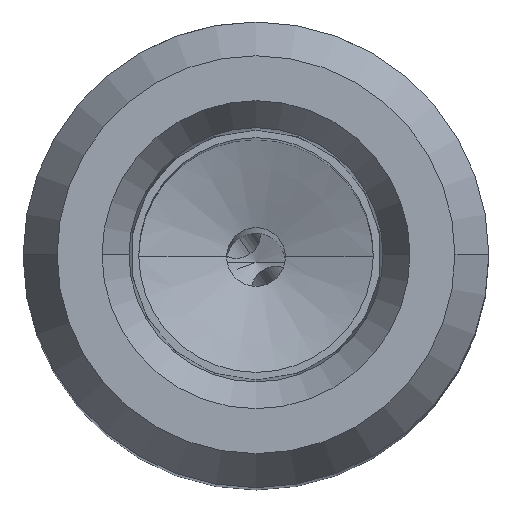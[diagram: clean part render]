
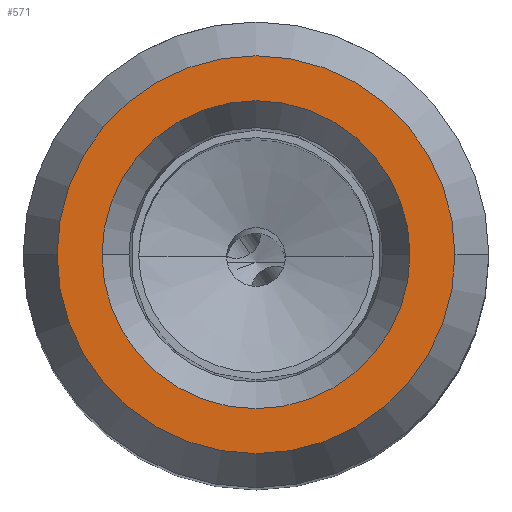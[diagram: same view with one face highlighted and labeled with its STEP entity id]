
A CAD part, top view. The second image highlights one B-rep face of the part: STEP entity #571.
In plain terms, the highlighted planar face has unit normal (0, 0, 1).
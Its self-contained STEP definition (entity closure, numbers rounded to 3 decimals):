
#51=FACE_BOUND('',#1029,.T.);
#52=FACE_BOUND('',#1030,.T.);
#122=PLANE('',#4444);
#571=ADVANCED_FACE('',(#51,#52),#122,.T.);
#1029=EDGE_LOOP('',(#1841,#1842));
#1030=EDGE_LOOP('',(#1843,#1844));
#1841=ORIENTED_EDGE('',*,*,#3616,.T.);
#1842=ORIENTED_EDGE('',*,*,#3521,.T.);
#1843=ORIENTED_EDGE('',*,*,#3612,.T.);
#1844=ORIENTED_EDGE('',*,*,#3615,.T.);
#3045=VERTEX_POINT('',#5843);
#3046=VERTEX_POINT('',#5844);
#3116=VERTEX_POINT('',#7424);
#3117=VERTEX_POINT('',#7425);
#3521=EDGE_CURVE('',#3045,#3046,#4160,.T.);
#3612=EDGE_CURVE('',#3116,#3117,#4176,.T.);
#3615=EDGE_CURVE('',#3117,#3116,#4177,.T.);
#3616=EDGE_CURVE('',#3046,#3045,#4178,.T.);
#4160=CIRCLE('',#4406,5.25);
#4176=CIRCLE('',#4439,6.783);
#4177=CIRCLE('',#4441,6.783);
#4178=CIRCLE('',#4443,5.25);
#4406=AXIS2_PLACEMENT_3D('',#5842,#4786,#4787);
#4439=AXIS2_PLACEMENT_3D('',#7423,#4863,#4864);
#4441=AXIS2_PLACEMENT_3D('',#7429,#4869,#4870);
#4443=AXIS2_PLACEMENT_3D('',#7431,#4873,#4874);
#4444=AXIS2_PLACEMENT_3D('',#7432,#4875,#4876);
#4786=DIRECTION('',(0.,0.,-1.));
#4787=DIRECTION('',(1.,0.,0.));
#4863=DIRECTION('',(0.,0.,1.));
#4864=DIRECTION('',(-1.,0.,0.));
#4869=DIRECTION('',(0.,0.,1.));
#4870=DIRECTION('',(1.,0.,0.));
#4873=DIRECTION('',(0.,0.,-1.));
#4874=DIRECTION('',(-1.,0.,0.));
#4875=DIRECTION('',(0.,0.,1.));
#4876=DIRECTION('',(-1.,0.,0.));
#5842=CARTESIAN_POINT('',(0.,0.,24.5));
#5843=CARTESIAN_POINT('',(5.25,0.,24.5));
#5844=CARTESIAN_POINT('',(-5.25,0.,24.5));
#7423=CARTESIAN_POINT('',(0.,0.,24.5));
#7424=CARTESIAN_POINT('',(-6.783,0.,24.5));
#7425=CARTESIAN_POINT('',(6.783,0.,24.5));
#7429=CARTESIAN_POINT('',(0.,0.,24.5));
#7431=CARTESIAN_POINT('',(0.,0.,24.5));
#7432=CARTESIAN_POINT('',(0.,0.,24.5));
